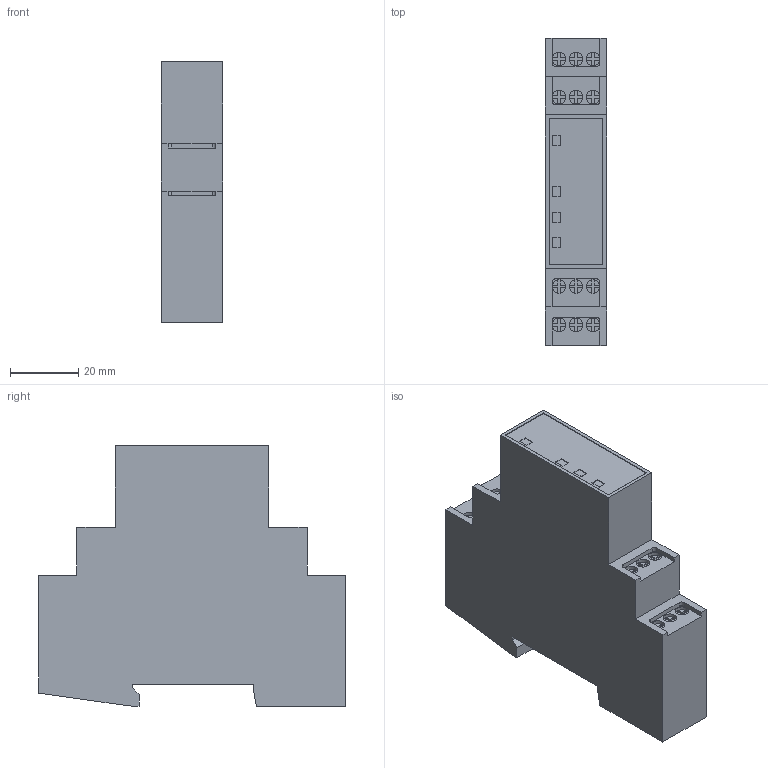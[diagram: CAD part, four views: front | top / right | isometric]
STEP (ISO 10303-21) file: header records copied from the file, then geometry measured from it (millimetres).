
FILE_DESCRIPTION(/* description */ ('STEP AP214'),/* implementation_level */ '2;1');
FILE_NAME(/* name */ 'eaton-reuvm_uva-3d-model',/* time_stamp */ '2024-10-29T08:47:03+01:00',/* author */ ('License CC BY-ND 4.0'),/* organization */ ('CADENAS'),/* preprocessor_version */ 'ST-DEVELOPER v19.3',/* originating_system */ 'PARTsolutions',/* authorisation */ ' ');
FILE_SCHEMA (('AUTOMOTIVE_DESIGN {1 0 10303 214 3 1 1}'));
Length unit declared in the file: millimetre
Products named in the file (1): 148598
Bounding box: 18 x 90 x 76.5 mm (x, y, z)
Volume: 92848.8 mm3; surface area: 16984.6 mm2
Topology: 1 solids, 1 shells, 251 faces, 672 edges, 444 vertices
Faces by surface type: plane 183, cylinder 68
Full cylindrical faces by diameter (mm): 4 x12
Entity records: 7720 total; most frequent: CARTESIAN_POINT 1348, ORIENTED_EDGE 1312, DIRECTION 1296, EDGE_CURVE 656, LINE 520, VECTOR 520, VERTEX_POINT 440, AXIS2_PLACEMENT_3D 388
